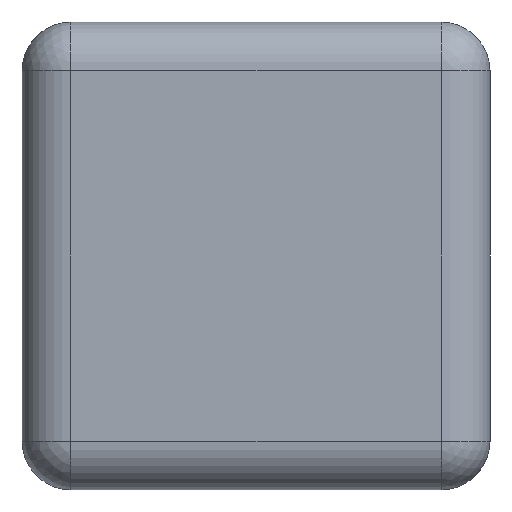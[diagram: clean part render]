
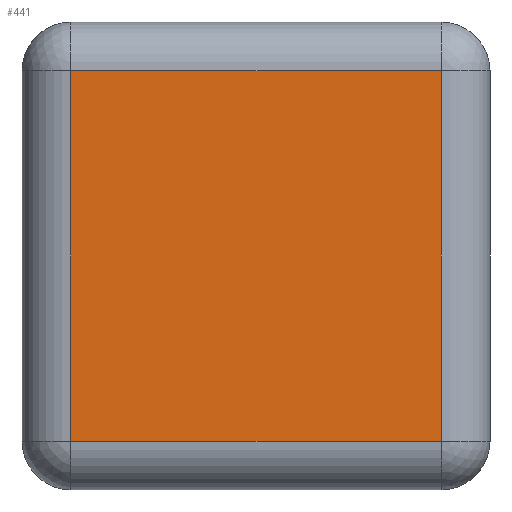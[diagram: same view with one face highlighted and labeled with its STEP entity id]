
A CAD part, left-side view. The second image highlights one B-rep face of the part: STEP entity #441.
In plain terms, the highlighted face is planar.
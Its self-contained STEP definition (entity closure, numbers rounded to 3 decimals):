
#33=PLANE('',#526);
#49=LINE('',#746,#85);
#53=LINE('',#762,#89);
#55=LINE('',#765,#91);
#57=LINE('',#768,#93);
#85=VECTOR('',#600,10.);
#89=VECTOR('',#618,10.);
#91=VECTOR('',#622,10.);
#93=VECTOR('',#626,10.);
#141=FACE_OUTER_BOUND('',#169,.T.);
#169=EDGE_LOOP('',(#355,#356,#357,#358));
#208=VERTEX_POINT('',#708);
#213=VERTEX_POINT('',#721);
#218=VERTEX_POINT('',#734);
#223=VERTEX_POINT('',#750);
#261=EDGE_CURVE('',#208,#218,#49,.T.);
#269=EDGE_CURVE('',#218,#223,#53,.T.);
#271=EDGE_CURVE('',#223,#213,#55,.T.);
#273=EDGE_CURVE('',#213,#208,#57,.T.);
#355=ORIENTED_EDGE('',*,*,#261,.F.);
#356=ORIENTED_EDGE('',*,*,#273,.F.);
#357=ORIENTED_EDGE('',*,*,#271,.F.);
#358=ORIENTED_EDGE('',*,*,#269,.F.);
#441=ADVANCED_FACE('',(#141),#33,.T.);
#526=AXIS2_PLACEMENT_3D('',#774,#634,#635);
#600=DIRECTION('',(0.,0.,-1.));
#618=DIRECTION('',(1.,0.,0.));
#622=DIRECTION('',(0.,0.,1.));
#626=DIRECTION('',(-1.,0.,0.));
#634=DIRECTION('center_axis',(0.,1.,0.));
#635=DIRECTION('ref_axis',(0.,0.,1.));
#708=CARTESIAN_POINT('',(-1.89,2.8,1.89));
#721=CARTESIAN_POINT('',(1.89,2.8,1.89));
#734=CARTESIAN_POINT('',(-1.89,2.8,-1.89));
#746=CARTESIAN_POINT('',(-1.89,2.8,-1.195));
#750=CARTESIAN_POINT('',(1.89,2.8,-1.89));
#762=CARTESIAN_POINT('',(1.195,2.8,-1.89));
#765=CARTESIAN_POINT('',(1.89,2.8,1.195));
#768=CARTESIAN_POINT('',(-1.195,2.8,1.89));
#774=CARTESIAN_POINT('Origin',(0.,2.8,0.));
